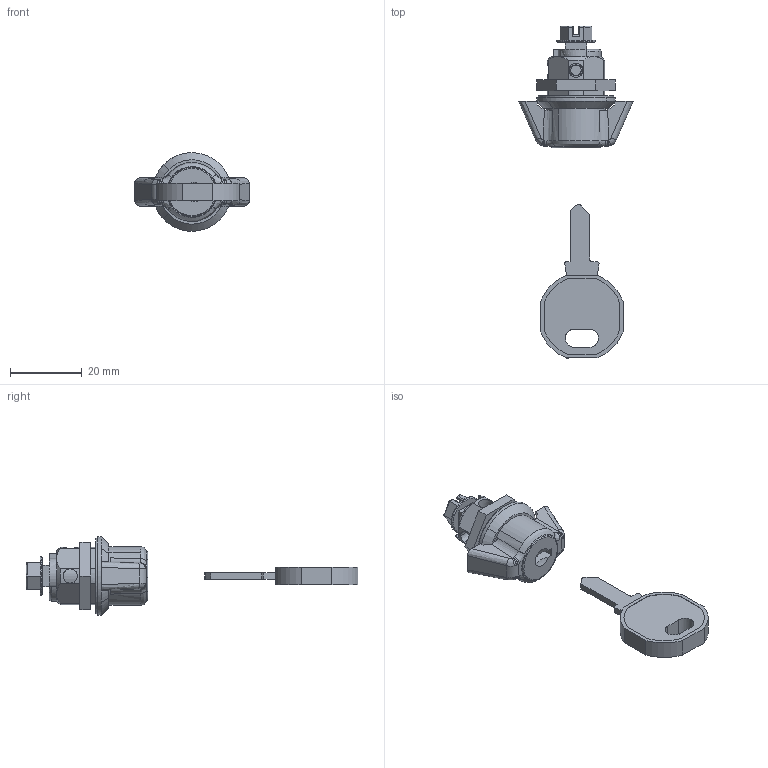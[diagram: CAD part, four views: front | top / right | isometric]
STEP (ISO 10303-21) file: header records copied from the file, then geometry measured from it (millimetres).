
FILE_DESCRIPTION((''),'2;1');
FILE_NAME('','2006-11-07T16:23:02',(''),(''),'','CADfix','');
FILE_SCHEMA(('AUTOMOTIVE_DESIGN'));
Length unit declared in the file: millimetre
Products named in the file (6): nut; lock; knob; key; housing; TEA_1022_U31_6857_36
Assembly tree (5 placements, depth 2):
  TEA_1022_U31_6857_36
    nut
    lock
    knob
    key
    housing
Bounding box: 32 x 92.86 x 22 mm (x, y, z)
Volume: 8912.9 mm3; surface area: 7827.8 mm2
Topology: 5 solids, 5 shells, 301 faces, 862 edges, 581 vertices
Faces by surface type: bspline 301
Entity records: 13409 total; most frequent: CARTESIAN_POINT 8168, ORIENTED_EDGE 1724, EDGE_CURVE 862, VERTEX_POINT 581, B_SPLINE_CURVE_WITH_KNOTS 456, QUASI_UNIFORM_CURVE 389, EDGE_LOOP 323, FACE_OUTER_BOUND 301
